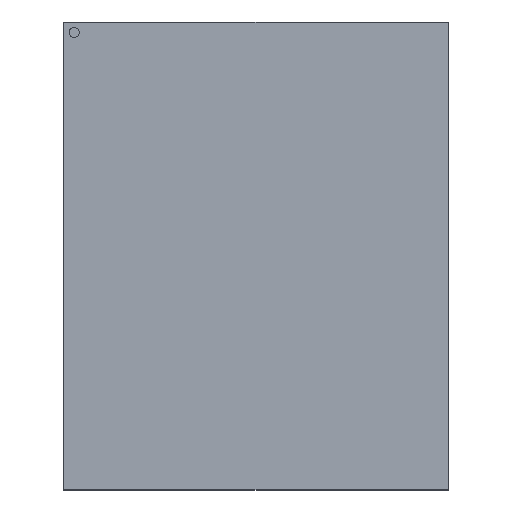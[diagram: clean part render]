
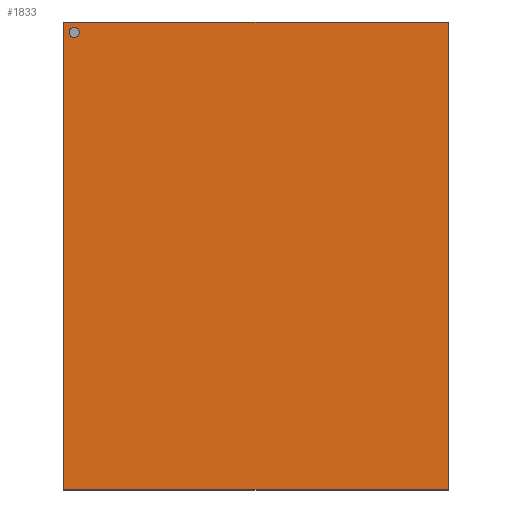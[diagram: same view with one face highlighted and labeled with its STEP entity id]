
A CAD part, top view. The second image highlights one B-rep face of the part: STEP entity #1833.
In plain terms, the highlighted planar face has unit normal (0, 0, 1).
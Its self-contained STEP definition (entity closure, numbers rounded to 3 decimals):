
#697 = VERTEX_POINT('',#698);
#698 = CARTESIAN_POINT('',(-5.75,7.,1.2));
#706 = VERTEX_POINT('',#707);
#707 = CARTESIAN_POINT('',(5.75,7.,1.2));
#713 = EDGE_CURVE('',#697,#706,#714,.T.);
#714 = LINE('',#715,#716);
#715 = CARTESIAN_POINT('',(-5.75,7.,1.2));
#716 = VECTOR('',#717,1.);
#717 = DIRECTION('',(1.,0.,0.));
#729 = EDGE_CURVE('',#706,#730,#732,.T.);
#730 = VERTEX_POINT('',#731);
#731 = CARTESIAN_POINT('',(5.75,-7.,1.2));
#732 = LINE('',#733,#734);
#733 = CARTESIAN_POINT('',(5.75,7.,1.2));
#734 = VECTOR('',#735,1.);
#735 = DIRECTION('',(0.,-1.,0.));
#753 = EDGE_CURVE('',#697,#754,#756,.T.);
#754 = VERTEX_POINT('',#755);
#755 = CARTESIAN_POINT('',(-5.75,-7.,1.2));
#756 = LINE('',#757,#758);
#757 = CARTESIAN_POINT('',(-5.75,7.,1.2));
#758 = VECTOR('',#759,1.);
#759 = DIRECTION('',(0.,-1.,0.));
#778 = EDGE_CURVE('',#754,#730,#779,.T.);
#779 = LINE('',#780,#781);
#780 = CARTESIAN_POINT('',(-5.75,-7.,1.2));
#781 = VECTOR('',#782,1.);
#782 = DIRECTION('',(1.,0.,0.));
#1833 = ADVANCED_FACE('',(#1834,#1840),#1851,.T.);
#1834 = FACE_BOUND('',#1835,.T.);
#1835 = EDGE_LOOP('',(#1836,#1837,#1838,#1839));
#1836 = ORIENTED_EDGE('',*,*,#713,.F.);
#1837 = ORIENTED_EDGE('',*,*,#753,.T.);
#1838 = ORIENTED_EDGE('',*,*,#778,.T.);
#1839 = ORIENTED_EDGE('',*,*,#729,.F.);
#1840 = FACE_BOUND('',#1841,.T.);
#1841 = EDGE_LOOP('',(#1842));
#1842 = ORIENTED_EDGE('',*,*,#1843,.T.);
#1843 = EDGE_CURVE('',#1844,#1844,#1846,.T.);
#1844 = VERTEX_POINT('',#1845);
#1845 = CARTESIAN_POINT('',(-5.44,6.54,1.2));
#1846 = CIRCLE('',#1847,0.15);
#1847 = AXIS2_PLACEMENT_3D('',#1848,#1849,#1850);
#1848 = CARTESIAN_POINT('',(-5.44,6.69,1.2));
#1849 = DIRECTION('',(-0.,0.,-1.));
#1850 = DIRECTION('',(0.,-1.,0.));
#1851 = PLANE('',#1852);
#1852 = AXIS2_PLACEMENT_3D('',#1853,#1854,#1855);
#1853 = CARTESIAN_POINT('',(-5.75,7.,1.2));
#1854 = DIRECTION('',(0.,0.,1.));
#1855 = DIRECTION('',(0.,-1.,0.));
